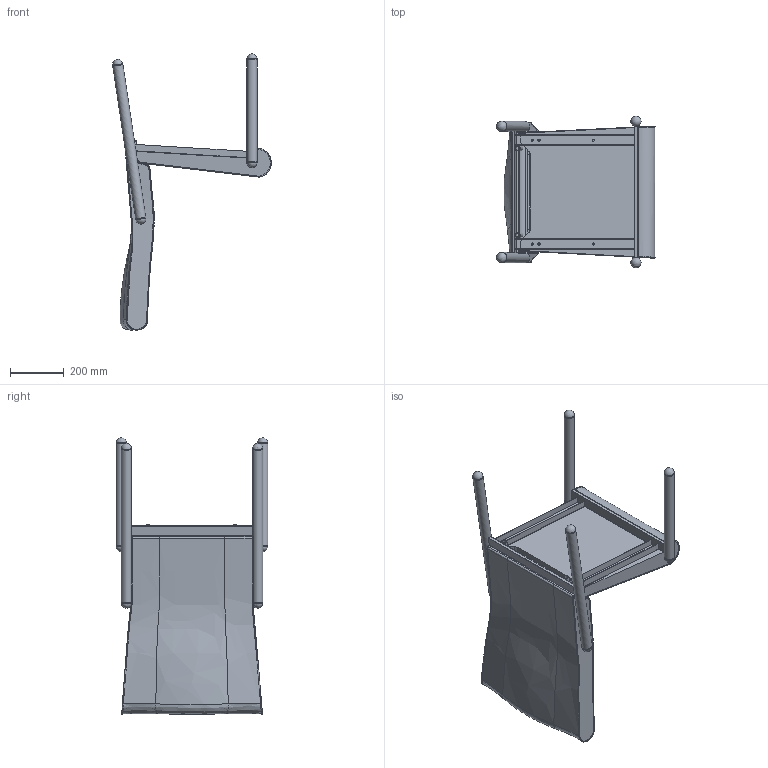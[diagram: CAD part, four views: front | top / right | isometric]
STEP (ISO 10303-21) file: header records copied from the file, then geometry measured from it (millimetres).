
FILE_DESCRIPTION((''),'2;1');
FILE_NAME('LF14NHB.stp','2011-04-07T13:12:42',('jkibby'),(''),'Autodesk Inventor 2010','Autodesk Inventor 2010','');
FILE_SCHEMA(('AUTOMOTIVE_DESIGN { 1 0 10303 214 1 1 1 1 }'));
Length unit declared in the file: inch
Products named in the file (14): LF12AHB; FRONT LEG ASM; FRONT LEG; FRONT CROSS MBR; REAR LEG ASM; REAR LEG; REAR LEG_1; REAR CROSS MBR; BACK TUBES; SEAT RAIL; GLIDE; LF12H BACK-2; LF14 SEAT
Assembly tree (22 placements, depth 3):
  LF12AHB
    FRONT LEG ASM
      FRONT LEG  x2
      FRONT CROSS MBR
    REAR LEG ASM
      REAR LEG
      REAR LEG_1
      REAR CROSS MBR
      BACK TUBES  x2
    SEAT RAIL  x2
    GLIDE  x4
    LF12H BACK-2
    LF14 SEAT
    GLIDE  x4
Bounding box: 591.46 x 565.15 x 1029.48 mm (x, y, z)
Volume: 37007006.3 mm3; surface area: 2208291.5 mm2
Topology: 20 solids, 20 shells, 269 faces, 623 edges, 386 vertices
Faces by surface type: bspline 124, plane 82, cylinder 53, sphere 8, cone 2
Full cylindrical faces by diameter (mm): 3.175 x2, 7.938 x6, 14.63 x2, 19.05 x2, 34.925 x10, 35.052 x2, 38.1 x4
Entity records: 12254 total; most frequent: CARTESIAN_POINT 7191, ORIENTED_EDGE 1004, DIRECTION 835, EDGE_CURVE 502, AXIS2_PLACEMENT_3D 336, VERTEX_POINT 319, EDGE_LOOP 263, FACE_OUTER_BOUND 223
